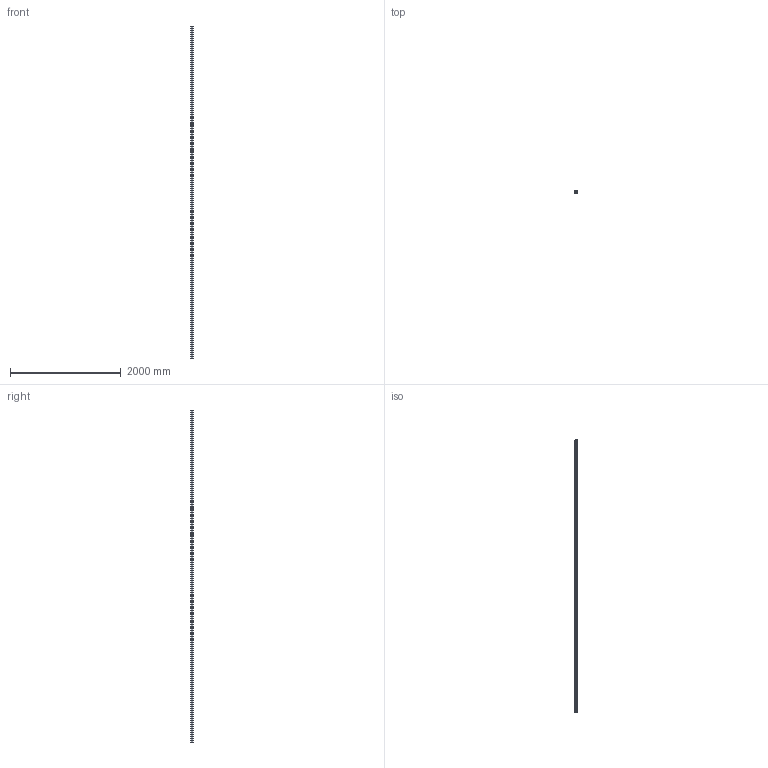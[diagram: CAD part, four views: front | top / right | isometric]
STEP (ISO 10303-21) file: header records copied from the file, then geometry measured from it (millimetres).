
FILE_DESCRIPTION (( 'STEP AP203' ), '1' );
FILE_NAME ('A01-8.STEP', '2018-04-02T17:16:09', ( 'User2' ), ( '' ), 'SwSTEP 2.0', 'SolidWorks 2007', '' );
FILE_SCHEMA (( 'CONFIG_CONTROL_DESIGN' ));
Length unit declared in the file: millimetre
Products named in the file (1): A01-8
Bounding box: 50 x 50 x 6000 mm (x, y, z)
Volume: 5206738.2 mm3; surface area: 4045696.1 mm2
Topology: 1 solids, 1 shells, 86 faces, 252 edges, 168 vertices
Faces by surface type: plane 82, cylinder 4
Entity records: 2897 total; most frequent: CARTESIAN_POINT 507, ORIENTED_EDGE 504, DIRECTION 434, EDGE_CURVE 252, LINE 244, VECTOR 244, VERTEX_POINT 168, AXIS2_PLACEMENT_3D 95
